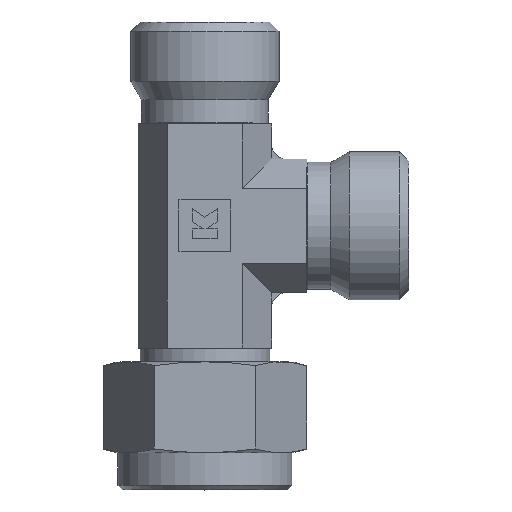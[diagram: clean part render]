
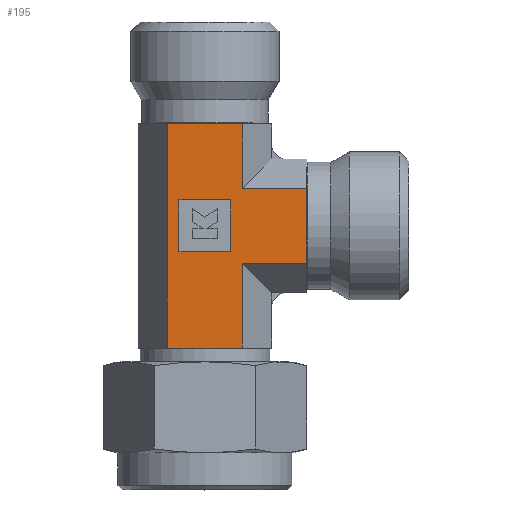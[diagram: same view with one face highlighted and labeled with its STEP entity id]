
A CAD part, top view. The second image highlights one B-rep face of the part: STEP entity #195.
In plain terms, the highlighted planar face has unit normal (0, 0, 1).
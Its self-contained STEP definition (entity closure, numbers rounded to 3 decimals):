
#195 = ADVANCED_FACE( '', ( #482, #483 ), #484, .T. );
#482 = FACE_BOUND( '', #818, .T. );
#483 = FACE_OUTER_BOUND( '', #819, .T. );
#484 = PLANE( '', #820 );
#818 = EDGE_LOOP( '', ( #1828, #1829, #1830, #1831 ) );
#819 = EDGE_LOOP( '', ( #1832, #1833, #1834, #1835, #1836, #1837, #1838, #1839, #1840 ) );
#820 = AXIS2_PLACEMENT_3D( '', #1841, #1842, #1843 );
#1828 = ORIENTED_EDGE( '', *, *, #2336, .T. );
#1829 = ORIENTED_EDGE( '', *, *, #2340, .T. );
#1830 = ORIENTED_EDGE( '', *, *, #2343, .T. );
#1831 = ORIENTED_EDGE( '', *, *, #2345, .T. );
#1832 = ORIENTED_EDGE( '', *, *, #2424, .T. );
#1833 = ORIENTED_EDGE( '', *, *, #2441, .T. );
#1834 = ORIENTED_EDGE( '', *, *, #2442, .F. );
#1835 = ORIENTED_EDGE( '', *, *, #2443, .T. );
#1836 = ORIENTED_EDGE( '', *, *, #2444, .T. );
#1837 = ORIENTED_EDGE( '', *, *, #2445, .F. );
#1838 = ORIENTED_EDGE( '', *, *, #2446, .T. );
#1839 = ORIENTED_EDGE( '', *, *, #2447, .T. );
#1840 = ORIENTED_EDGE( '', *, *, #2448, .T. );
#1841 = CARTESIAN_POINT( '', ( 0., -4.041, 7. ) );
#1842 = DIRECTION( '', ( 0., 0., 1. ) );
#1843 = DIRECTION( '', ( 0., -1., 0. ) );
#2336 = EDGE_CURVE( '', #2916, #2914, #2917, .T. );
#2340 = EDGE_CURVE( '', #2914, #2921, #2923, .T. );
#2343 = EDGE_CURVE( '', #2921, #2926, #2928, .T. );
#2345 = EDGE_CURVE( '', #2926, #2916, #2930, .T. );
#2424 = EDGE_CURVE( '', #3026, #3033, #3035, .T. );
#2441 = EDGE_CURVE( '', #3033, #3065, #3066, .T. );
#2442 = EDGE_CURVE( '', #3067, #3065, #3068, .T. );
#2443 = EDGE_CURVE( '', #3067, #3069, #3070, .T. );
#2444 = EDGE_CURVE( '', #3069, #3071, #3072, .T. );
#2445 = EDGE_CURVE( '', #3073, #3071, #3074, .T. );
#2446 = EDGE_CURVE( '', #3073, #2987, #3075, .T. );
#2447 = EDGE_CURVE( '', #2987, #3076, #3077, .T. );
#2448 = EDGE_CURVE( '', #3076, #3026, #3078, .T. );
#2914 = VERTEX_POINT( '', #3693 );
#2916 = VERTEX_POINT( '', #3696 );
#2917 = LINE( '', #3697, #3698 );
#2921 = VERTEX_POINT( '', #3704 );
#2923 = LINE( '', #3707, #3708 );
#2926 = VERTEX_POINT( '', #3712 );
#2928 = LINE( '', #3715, #3716 );
#2930 = LINE( '', #3719, #3720 );
#2987 = VERTEX_POINT( '', #3777 );
#3026 = VERTEX_POINT( '', #4002 );
#3033 = VERTEX_POINT( '', #4012 );
#3035 = LINE( '', #4015, #4016 );
#3065 = VERTEX_POINT( '', #4062 );
#3066 = LINE( '', #4063, #4064 );
#3067 = VERTEX_POINT( '', #4065 );
#3068 = LINE( '', #4066, #4067 );
#3069 = VERTEX_POINT( '', #4068 );
#3070 = LINE( '', #4069, #4070 );
#3071 = VERTEX_POINT( '', #4071 );
#3072 = LINE( '', #4072, #4073 );
#3073 = VERTEX_POINT( '', #4074 );
#3074 = LINE( '', #4075, #4076 );
#3075 = LINE( '', #4077, #4078 );
#3076 = VERTEX_POINT( '', #4079 );
#3077 = LINE( '', #4080, #4081 );
#3078 = LINE( '', #4082, #4083 );
#3693 = CARTESIAN_POINT( '', ( -2.8, 2.8, 7. ) );
#3696 = CARTESIAN_POINT( '', ( -2.8, -2.8, 7. ) );
#3697 = CARTESIAN_POINT( '', ( -2.8, -3.421, 7. ) );
#3698 = VECTOR( '', #4545, 1. );
#3704 = CARTESIAN_POINT( '', ( 2.8, 2.8, 7. ) );
#3707 = CARTESIAN_POINT( '', ( -1.4, 2.8, 7. ) );
#3708 = VECTOR( '', #4549, 1. );
#3712 = CARTESIAN_POINT( '', ( 2.8, -2.8, 7. ) );
#3715 = CARTESIAN_POINT( '', ( 2.8, -0.621, 7. ) );
#3716 = VECTOR( '', #4552, 1. );
#3719 = CARTESIAN_POINT( '', ( 1.4, -2.8, 7. ) );
#3720 = VECTOR( '', #4554, 1. );
#3777 = CARTESIAN_POINT( '', ( 0., -13.2, 7. ) );
#4002 = CARTESIAN_POINT( '', ( 4.041, -4.041, 7. ) );
#4012 = CARTESIAN_POINT( '', ( 11., -4.041, 7. ) );
#4015 = CARTESIAN_POINT( '', ( 0., -4.041, 7. ) );
#4016 = VECTOR( '', #4709, 1. );
#4062 = CARTESIAN_POINT( '', ( 11., 4.041, 7. ) );
#4063 = CARTESIAN_POINT( '', ( 11., 4.041, 7. ) );
#4064 = VECTOR( '', #4726, 1. );
#4065 = CARTESIAN_POINT( '', ( 4.041, 4.041, 7. ) );
#4066 = CARTESIAN_POINT( '', ( 0., 4.041, 7. ) );
#4067 = VECTOR( '', #4727, 1. );
#4068 = CARTESIAN_POINT( '', ( 4.041, 11., 7. ) );
#4069 = CARTESIAN_POINT( '', ( 4.041, -13.2, 7. ) );
#4070 = VECTOR( '', #4728, 1. );
#4071 = CARTESIAN_POINT( '', ( -4.041, 11., 7. ) );
#4072 = CARTESIAN_POINT( '', ( -4.041, 11., 7. ) );
#4073 = VECTOR( '', #4729, 1. );
#4074 = CARTESIAN_POINT( '', ( -4.041, -13.2, 7. ) );
#4075 = CARTESIAN_POINT( '', ( -4.041, -13.2, 7. ) );
#4076 = VECTOR( '', #4730, 1. );
#4077 = CARTESIAN_POINT( '', ( -4.041, -13.2, 7. ) );
#4078 = VECTOR( '', #4731, 1. );
#4079 = CARTESIAN_POINT( '', ( 4.041, -13.2, 7. ) );
#4080 = CARTESIAN_POINT( '', ( -4.041, -13.2, 7. ) );
#4081 = VECTOR( '', #4732, 1. );
#4082 = CARTESIAN_POINT( '', ( 4.041, -13.2, 7. ) );
#4083 = VECTOR( '', #4733, 1. );
#4545 = DIRECTION( '', ( 0., 1., 0. ) );
#4549 = DIRECTION( '', ( 1., 0., 0. ) );
#4552 = DIRECTION( '', ( 0., -1., 0. ) );
#4554 = DIRECTION( '', ( -1., 0., 0. ) );
#4709 = DIRECTION( '', ( 1., 0., 0. ) );
#4726 = DIRECTION( '', ( 0., 1., 0. ) );
#4727 = DIRECTION( '', ( 1., 0., 0. ) );
#4728 = DIRECTION( '', ( 0., 1., 0. ) );
#4729 = DIRECTION( '', ( -1., 0., 0. ) );
#4730 = DIRECTION( '', ( 0., 1., 0. ) );
#4731 = DIRECTION( '', ( 1., 0., 0. ) );
#4732 = DIRECTION( '', ( 1., 0., 0. ) );
#4733 = DIRECTION( '', ( 0., 1., 0. ) );
